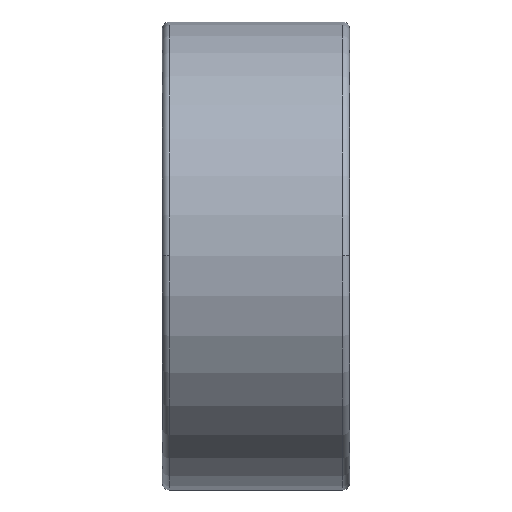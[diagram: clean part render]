
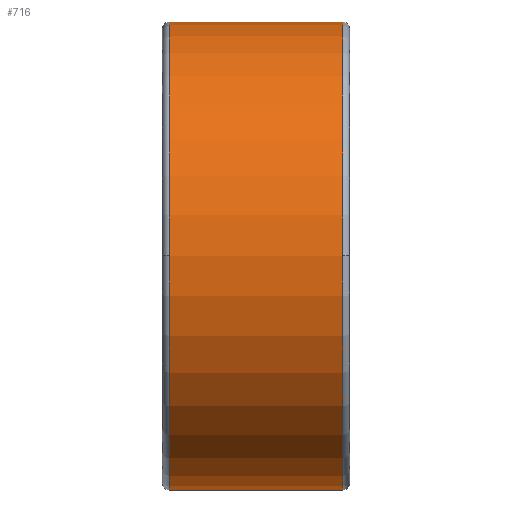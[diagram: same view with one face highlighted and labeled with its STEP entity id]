
A CAD part, top view. The second image highlights one B-rep face of the part: STEP entity #716.
In plain terms, the highlighted cylindrical face has radius 5 mm (diameter 10 mm), a partial arc.
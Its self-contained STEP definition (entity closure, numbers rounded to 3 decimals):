
#34 = CARTESIAN_POINT ( 'NONE',  ( 2., 5., 0. ) ) ;
#159 = ORIENTED_EDGE ( 'NONE', *, *, #799, .F. ) ;
#201 = DIRECTION ( 'NONE',  ( 1., 0., 0. ) ) ;
#229 = DIRECTION ( 'NONE',  ( 0., 1., 0. ) ) ;
#258 = DIRECTION ( 'NONE',  ( 0., 1., 0. ) ) ;
#299 = DIRECTION ( 'NONE',  ( 1., 0., 0. ) ) ;
#390 = CIRCLE ( 'NONE', #2627, 5. ) ;
#691 = DIRECTION ( 'NONE',  ( 0., 1., 0. ) ) ;
#709 = CIRCLE ( 'NONE', #891, 5. ) ;
#716 = ADVANCED_FACE ( 'NONE', ( #3371 ), #1303, .T. ) ;
#799 = EDGE_CURVE ( 'NONE', #1637, #1241, #390, .T. ) ;
#801 = LINE ( 'NONE', #34, #2582 ) ;
#830 = EDGE_LOOP ( 'NONE', ( #2730, #3029, #3271, #159, #2321, #3160 ) ) ;
#845 = CARTESIAN_POINT ( 'NONE',  ( 2., 0., 0. ) ) ;
#864 = EDGE_CURVE ( 'NONE', #1241, #2799, #709, .T. ) ;
#889 = VERTEX_POINT ( 'NONE', #2941 ) ;
#891 = AXIS2_PLACEMENT_3D ( 'NONE', #3211, #2705, #2429 ) ;
#995 = AXIS2_PLACEMENT_3D ( 'NONE', #3313, #3330, #691 ) ;
#1032 = DIRECTION ( 'NONE',  ( 1., 0., 0. ) ) ;
#1154 = EDGE_CURVE ( 'NONE', #2038, #1637, #801, .T. ) ;
#1241 = VERTEX_POINT ( 'NONE', #1668 ) ;
#1299 = CARTESIAN_POINT ( 'NONE',  ( 3.85, -5., 0. ) ) ;
#1303 = CYLINDRICAL_SURFACE ( 'NONE', #1894, 5. ) ;
#1401 = EDGE_CURVE ( 'NONE', #3307, #2799, #1967, .T. ) ;
#1540 = EDGE_CURVE ( 'NONE', #889, #3307, #2374, .T. ) ;
#1637 = VERTEX_POINT ( 'NONE', #2436 ) ;
#1668 = CARTESIAN_POINT ( 'NONE',  ( 3.85, 0., 5. ) ) ;
#1830 = DIRECTION ( 'NONE',  ( 0., 1., 0. ) ) ;
#1837 = DIRECTION ( 'NONE',  ( 1., 0., 0. ) ) ;
#1865 = CARTESIAN_POINT ( 'NONE',  ( 0.15, -5., 0. ) ) ;
#1894 = AXIS2_PLACEMENT_3D ( 'NONE', #845, #1032, #258 ) ;
#1911 = CIRCLE ( 'NONE', #995, 5. ) ;
#1967 = LINE ( 'NONE', #3273, #2922 ) ;
#2038 = VERTEX_POINT ( 'NONE', #2953 ) ;
#2043 = AXIS2_PLACEMENT_3D ( 'NONE', #2095, #2622, #229 ) ;
#2095 = CARTESIAN_POINT ( 'NONE',  ( 0.15, 0., 0. ) ) ;
#2321 = ORIENTED_EDGE ( 'NONE', *, *, #1154, .F. ) ;
#2374 = CIRCLE ( 'NONE', #2043, 5. ) ;
#2429 = DIRECTION ( 'NONE',  ( 0., 1., 0. ) ) ;
#2436 = CARTESIAN_POINT ( 'NONE',  ( 3.85, 5., 0. ) ) ;
#2582 = VECTOR ( 'NONE', #1837, 1000. ) ;
#2598 = CARTESIAN_POINT ( 'NONE',  ( 3.85, 0., 0. ) ) ;
#2622 = DIRECTION ( 'NONE',  ( 1., 0., 0. ) ) ;
#2627 = AXIS2_PLACEMENT_3D ( 'NONE', #2598, #299, #1830 ) ;
#2674 = EDGE_CURVE ( 'NONE', #2038, #889, #1911, .T. ) ;
#2705 = DIRECTION ( 'NONE',  ( 1., 0., 0. ) ) ;
#2730 = ORIENTED_EDGE ( 'NONE', *, *, #1540, .T. ) ;
#2799 = VERTEX_POINT ( 'NONE', #1299 ) ;
#2922 = VECTOR ( 'NONE', #201, 1000. ) ;
#2941 = CARTESIAN_POINT ( 'NONE',  ( 0.15, 0., 5. ) ) ;
#2953 = CARTESIAN_POINT ( 'NONE',  ( 0.15, 5., 0. ) ) ;
#3029 = ORIENTED_EDGE ( 'NONE', *, *, #1401, .T. ) ;
#3160 = ORIENTED_EDGE ( 'NONE', *, *, #2674, .T. ) ;
#3211 = CARTESIAN_POINT ( 'NONE',  ( 3.85, 0., 0. ) ) ;
#3271 = ORIENTED_EDGE ( 'NONE', *, *, #864, .F. ) ;
#3273 = CARTESIAN_POINT ( 'NONE',  ( 2., -5., 0. ) ) ;
#3307 = VERTEX_POINT ( 'NONE', #1865 ) ;
#3313 = CARTESIAN_POINT ( 'NONE',  ( 0.15, 0., 0. ) ) ;
#3330 = DIRECTION ( 'NONE',  ( 1., 0., 0. ) ) ;
#3371 = FACE_OUTER_BOUND ( 'NONE', #830, .T. ) ;
